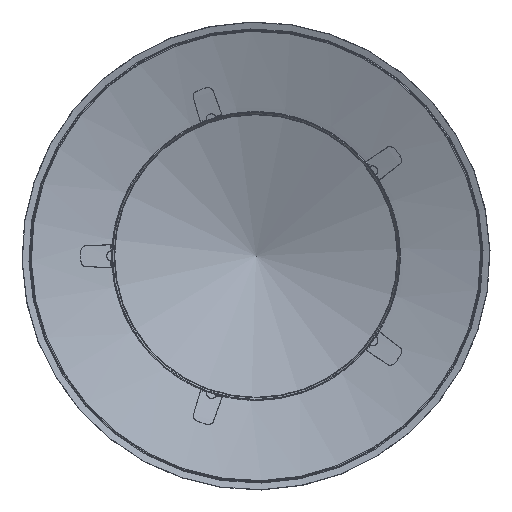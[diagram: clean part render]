
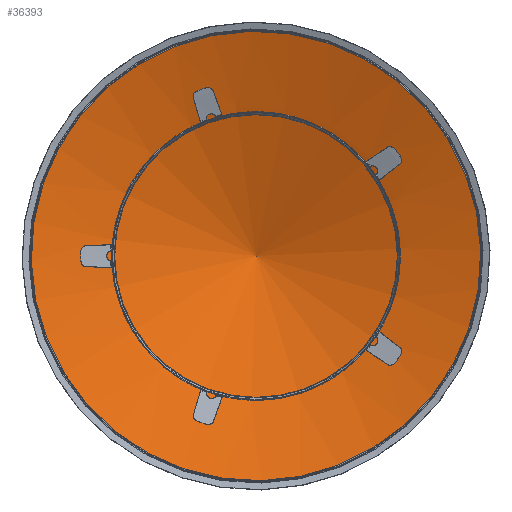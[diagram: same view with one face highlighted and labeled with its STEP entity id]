
A CAD part, front view. The second image highlights one B-rep face of the part: STEP entity #36393.
In plain terms, the highlighted conical face has half-angle 71.181 degrees and reference radius 100.327 mm.
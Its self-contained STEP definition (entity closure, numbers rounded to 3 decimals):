
#796=CONICAL_SURFACE('',#39726,100.327,71.181);
#2730=CIRCLE('',#39722,200.262);
#4434=FACE_OUTER_BOUND('',#6881,.T.);
#6881=EDGE_LOOP('',(#31429));
#16501=VERTEX_POINT('',#61350);
#21479=EDGE_CURVE('',#16501,#16501,#2730,.T.);
#31429=ORIENTED_EDGE('',*,*,#21479,.F.);
#36393=ADVANCED_FACE('',(#4434),#796,.F.);
#39722=AXIS2_PLACEMENT_3D('',#61351,#49484,#49485);
#39726=AXIS2_PLACEMENT_3D('',#61357,#49492,#49493);
#49484=DIRECTION('center_axis',(0.,1.,0.));
#49485=DIRECTION('ref_axis',(-1.,0.,0.));
#49492=DIRECTION('center_axis',(0.,-1.,0.));
#49493=DIRECTION('ref_axis',(1.,0.,0.));
#61350=CARTESIAN_POINT('',(200.262,1.012,0.));
#61351=CARTESIAN_POINT('Origin',(0.,1.012,0.));
#61357=CARTESIAN_POINT('Origin',(0.,35.069,
0.));
